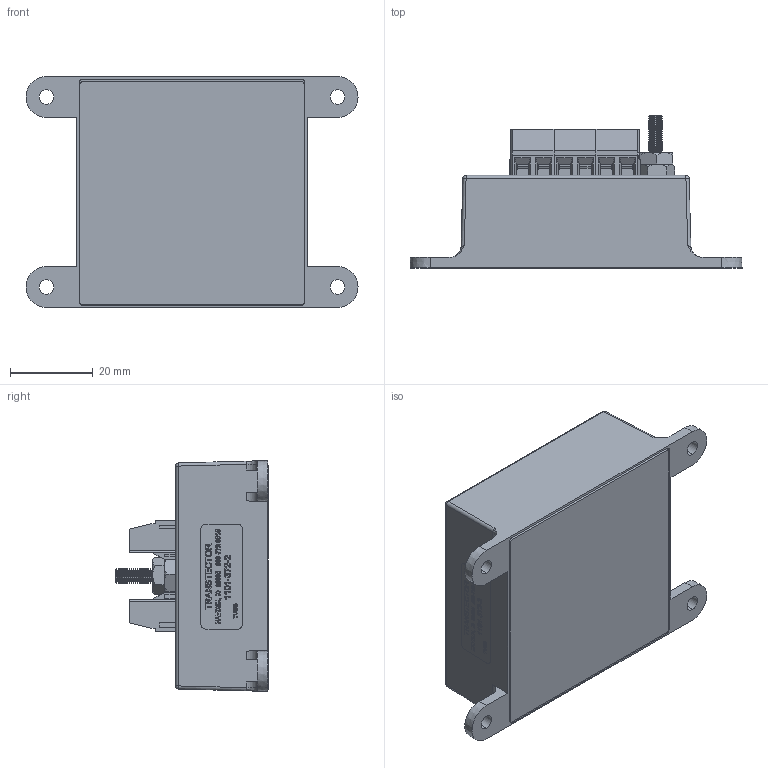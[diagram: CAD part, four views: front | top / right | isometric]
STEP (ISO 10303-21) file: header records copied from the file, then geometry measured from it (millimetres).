
FILE_DESCRIPTION (( 'STEP AP214' ), '1' );
FILE_NAME ('1101-372-2-1-E.STEP', '2019-01-17T17:43:29', ( '' ), ( '' ), 'SwSTEP 2.0', 'SolidWorks 2018', '' );
FILE_SCHEMA (( 'AUTOMOTIVE_DESIGN' ));
Length unit declared in the file: inch
Products named in the file (30): 3800-175; 2105-243; 2100-006; 2003-1118; 2107-105; 2103-057; 1101-372-2-1-E; 2250-539-2; 2021-167; 2001-049; 2003-992-2; 2200-241; 2001-050
Assembly tree (19 placements, depth 3):
  2105-243
  2100-006
  2107-105
  2105-243
  2100-006
Bounding box: 80.37 x 36.88 x 55.88 mm (x, y, z)
Volume: 31928.7 mm3; surface area: 44564.1 mm2
Topology: 58 solids, 58 shells, 3291 faces, 8870 edges, 5774 vertices
Faces by surface type: plane 2291, bspline 436, cylinder 372, cone 184, sphere 4, torus 4
Entity records: 100278 total; most frequent: CARTESIAN_POINT 36966, ORIENTED_EDGE 10982, DIRECTION 8436, EDGE_CURVE 5491, LINE 4032, VECTOR 4032, VERTEX_POINT 3572, EDGE_LOOP 2323
